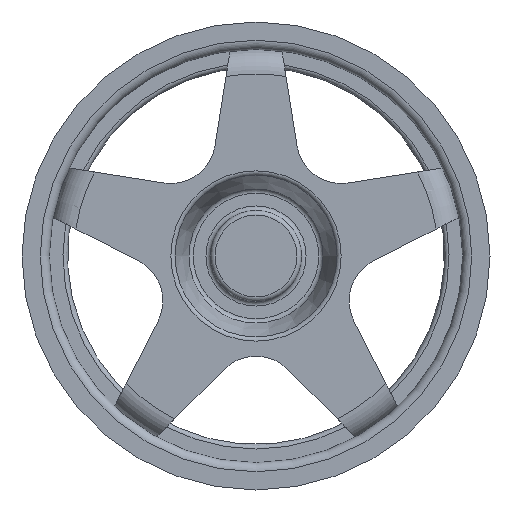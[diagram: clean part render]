
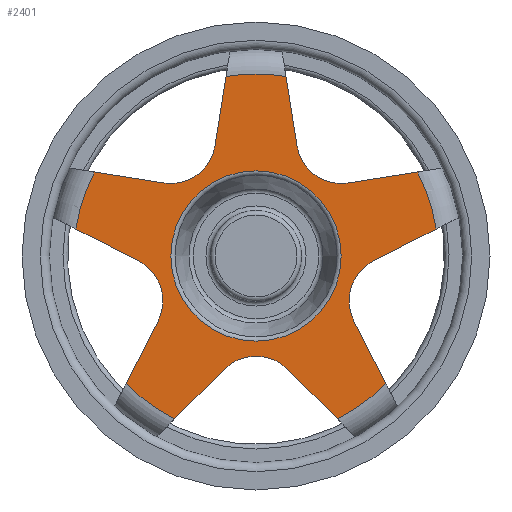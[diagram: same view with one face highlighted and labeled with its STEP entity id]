
A CAD part, front view. The second image highlights one B-rep face of the part: STEP entity #2401.
In plain terms, the highlighted planar face has unit normal (0, -1, 0).
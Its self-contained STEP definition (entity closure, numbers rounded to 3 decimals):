
#250=CIRCLE('',#2628,20.);
#251=CIRCLE('',#2630,20.);
#252=CIRCLE('',#2632,20.);
#253=CIRCLE('',#2634,20.);
#254=CIRCLE('',#2636,20.);
#255=CIRCLE('',#2638,9.355);
#256=CIRCLE('',#2639,4.915);
#257=CIRCLE('',#2640,4.915);
#258=CIRCLE('',#2641,4.915);
#259=CIRCLE('',#2642,4.915);
#260=CIRCLE('',#2643,4.915);
#542=ORIENTED_EDGE('',*,*,#1234,.T.);
#543=ORIENTED_EDGE('',*,*,#1235,.F.);
#544=ORIENTED_EDGE('',*,*,#1236,.T.);
#545=ORIENTED_EDGE('',*,*,#1237,.T.);
#546=ORIENTED_EDGE('',*,*,#1222,.T.);
#547=ORIENTED_EDGE('',*,*,#1238,.F.);
#548=ORIENTED_EDGE('',*,*,#1239,.T.);
#549=ORIENTED_EDGE('',*,*,#1240,.T.);
#550=ORIENTED_EDGE('',*,*,#1228,.T.);
#551=ORIENTED_EDGE('',*,*,#1241,.F.);
#552=ORIENTED_EDGE('',*,*,#1242,.T.);
#553=ORIENTED_EDGE('',*,*,#1243,.T.);
#554=ORIENTED_EDGE('',*,*,#1231,.T.);
#555=ORIENTED_EDGE('',*,*,#1244,.F.);
#556=ORIENTED_EDGE('',*,*,#1245,.T.);
#557=ORIENTED_EDGE('',*,*,#1246,.T.);
#558=ORIENTED_EDGE('',*,*,#1226,.T.);
#559=ORIENTED_EDGE('',*,*,#1247,.F.);
#560=ORIENTED_EDGE('',*,*,#1248,.T.);
#561=ORIENTED_EDGE('',*,*,#1249,.T.);
#562=ORIENTED_EDGE('',*,*,#1220,.T.);
#1220=EDGE_CURVE('',#1558,#1557,#250,.T.);
#1222=EDGE_CURVE('',#1559,#1560,#251,.T.);
#1226=EDGE_CURVE('',#1562,#1561,#252,.T.);
#1228=EDGE_CURVE('',#1563,#1564,#253,.T.);
#1231=EDGE_CURVE('',#1565,#1566,#254,.T.);
#1234=EDGE_CURVE('',#1567,#1567,#255,.T.);
#1235=EDGE_CURVE('',#1568,#1557,#1723,.T.);
#1236=EDGE_CURVE('',#1568,#1569,#256,.T.);
#1237=EDGE_CURVE('',#1569,#1559,#1724,.T.);
#1238=EDGE_CURVE('',#1570,#1560,#1725,.T.);
#1239=EDGE_CURVE('',#1570,#1571,#257,.T.);
#1240=EDGE_CURVE('',#1571,#1563,#1726,.T.);
#1241=EDGE_CURVE('',#1572,#1564,#1727,.T.);
#1242=EDGE_CURVE('',#1572,#1573,#258,.T.);
#1243=EDGE_CURVE('',#1573,#1565,#1728,.T.);
#1244=EDGE_CURVE('',#1574,#1566,#1729,.T.);
#1245=EDGE_CURVE('',#1574,#1575,#259,.T.);
#1246=EDGE_CURVE('',#1575,#1562,#1730,.T.);
#1247=EDGE_CURVE('',#1576,#1561,#1731,.T.);
#1248=EDGE_CURVE('',#1576,#1577,#260,.T.);
#1249=EDGE_CURVE('',#1577,#1558,#1732,.T.);
#1557=VERTEX_POINT('',#3962);
#1558=VERTEX_POINT('',#3964);
#1559=VERTEX_POINT('',#3972);
#1560=VERTEX_POINT('',#3973);
#1561=VERTEX_POINT('',#3990);
#1562=VERTEX_POINT('',#3992);
#1563=VERTEX_POINT('',#4000);
#1564=VERTEX_POINT('',#4001);
#1565=VERTEX_POINT('',#4014);
#1566=VERTEX_POINT('',#4015);
#1567=VERTEX_POINT('',#4028);
#1568=VERTEX_POINT('',#4030);
#1569=VERTEX_POINT('',#4032);
#1570=VERTEX_POINT('',#4035);
#1571=VERTEX_POINT('',#4037);
#1572=VERTEX_POINT('',#4040);
#1573=VERTEX_POINT('',#4042);
#1574=VERTEX_POINT('',#4045);
#1575=VERTEX_POINT('',#4047);
#1576=VERTEX_POINT('',#4050);
#1577=VERTEX_POINT('',#4052);
#1723=LINE('',#4029,#1871);
#1724=LINE('',#4033,#1872);
#1725=LINE('',#4034,#1873);
#1726=LINE('',#4038,#1874);
#1727=LINE('',#4039,#1875);
#1728=LINE('',#4043,#1876);
#1729=LINE('',#4044,#1877);
#1730=LINE('',#4048,#1878);
#1731=LINE('',#4049,#1879);
#1732=LINE('',#4053,#1880);
#1871=VECTOR('',#3133,1000.);
#1872=VECTOR('',#3136,1000.);
#1873=VECTOR('',#3137,1000.);
#1874=VECTOR('',#3140,1000.);
#1875=VECTOR('',#3141,1000.);
#1876=VECTOR('',#3144,1000.);
#1877=VECTOR('',#3145,1000.);
#1878=VECTOR('',#3148,1000.);
#1879=VECTOR('',#3149,1000.);
#1880=VECTOR('',#3152,1000.);
#1983=EDGE_LOOP('',(#542));
#1984=EDGE_LOOP('',(#543,#544,#545,#546,#547,#548,#549,#550,#551,#552,#553,
#554,#555,#556,#557,#558,#559,#560,#561,#562));
#2160=FACE_BOUND('',#1983,.T.);
#2161=FACE_BOUND('',#1984,.T.);
#2308=PLANE('',#2637);
#2401=ADVANCED_FACE('',(#2160,#2161),#2308,.F.);
#2628=AXIS2_PLACEMENT_3D('',#3963,#3111,#3112);
#2630=AXIS2_PLACEMENT_3D('',#3971,#3115,#3116);
#2632=AXIS2_PLACEMENT_3D('',#3991,#3119,#3120);
#2634=AXIS2_PLACEMENT_3D('',#3999,#3123,#3124);
#2636=AXIS2_PLACEMENT_3D('',#4013,#3127,#3128);
#2637=AXIS2_PLACEMENT_3D('',#4026,#3129,#3130);
#2638=AXIS2_PLACEMENT_3D('',#4027,#3131,#3132);
#2639=AXIS2_PLACEMENT_3D('',#4031,#3134,#3135);
#2640=AXIS2_PLACEMENT_3D('',#4036,#3138,#3139);
#2641=AXIS2_PLACEMENT_3D('',#4041,#3142,#3143);
#2642=AXIS2_PLACEMENT_3D('',#4046,#3146,#3147);
#2643=AXIS2_PLACEMENT_3D('',#4051,#3150,#3151);
#3111=DIRECTION('',(0.,-1.,0.));
#3112=DIRECTION('',(1.,0.,0.));
#3115=DIRECTION('',(0.,-1.,0.));
#3116=DIRECTION('',(1.,0.,0.));
#3119=DIRECTION('',(0.,-1.,0.));
#3120=DIRECTION('',(1.,0.,0.));
#3123=DIRECTION('',(0.,-1.,0.));
#3124=DIRECTION('',(1.,0.,0.));
#3127=DIRECTION('',(0.,-1.,0.));
#3128=DIRECTION('',(1.,0.,0.));
#3129=DIRECTION('',(0.,1.,0.));
#3130=DIRECTION('',(-1.,0.,0.));
#3131=DIRECTION('',(0.,1.,0.));
#3132=DIRECTION('',(-1.,0.,0.));
#3133=DIRECTION('',(-0.707,0.,-0.707));
#3134=DIRECTION('',(0.,1.,0.));
#3135=DIRECTION('',(-1.,0.,0.));
#3136=DIRECTION('',(0.707,0.,-0.707));
#3137=DIRECTION('',(0.454,0.,-0.891));
#3138=DIRECTION('',(0.,1.,0.));
#3139=DIRECTION('',(-1.,0.,0.));
#3140=DIRECTION('',(0.891,0.,0.454));
#3141=DIRECTION('',(0.988,0.,0.156));
#3142=DIRECTION('',(0.,1.,0.));
#3143=DIRECTION('',(-1.,0.,0.));
#3144=DIRECTION('',(-0.156,0.,0.988));
#3145=DIRECTION('',(0.156,0.,0.988));
#3146=DIRECTION('',(0.,1.,0.));
#3147=DIRECTION('',(-1.,0.,0.));
#3148=DIRECTION('',(-0.988,0.,0.156));
#3149=DIRECTION('',(-0.891,0.,0.454));
#3150=DIRECTION('',(0.,1.,0.));
#3151=DIRECTION('',(-1.,0.,0.));
#3152=DIRECTION('',(-0.454,0.,-0.891));
#3962=CARTESIAN_POINT('',(-8.932,1.5,-17.895));
#3963=CARTESIAN_POINT('',(0.,1.5,0.));
#3964=CARTESIAN_POINT('',(-14.259,1.5,-14.024));
#3971=CARTESIAN_POINT('',(0.,1.5,0.));
#3972=CARTESIAN_POINT('',(8.932,1.5,-17.895));
#3973=CARTESIAN_POINT('',(14.259,1.5,-14.024));
#3990=CARTESIAN_POINT('',(-19.779,1.5,2.965));
#3991=CARTESIAN_POINT('',(0.,1.5,0.));
#3992=CARTESIAN_POINT('',(-17.744,1.5,9.227));
#3999=CARTESIAN_POINT('',(0.,1.5,0.));
#4000=CARTESIAN_POINT('',(19.779,1.5,2.965));
#4001=CARTESIAN_POINT('',(17.744,1.5,9.227));
#4013=CARTESIAN_POINT('',(0.,1.5,0.));
#4014=CARTESIAN_POINT('',(3.293,1.5,19.727));
#4015=CARTESIAN_POINT('',(-3.293,1.5,19.727));
#4026=CARTESIAN_POINT('',(0.,1.5,0.));
#4027=CARTESIAN_POINT('',(0.,1.5,0.));
#4028=CARTESIAN_POINT('',(-9.355,1.5,0.));
#4029=CARTESIAN_POINT('',(4.482,1.5,-4.483));
#4030=CARTESIAN_POINT('',(-3.476,1.5,-12.439));
#4031=CARTESIAN_POINT('',(0.,1.5,-15.915));
#4032=CARTESIAN_POINT('',(3.476,1.5,-12.439));
#4033=CARTESIAN_POINT('',(-4.482,1.5,-4.483));
#4034=CARTESIAN_POINT('',(5.648,1.5,2.878));
#4035=CARTESIAN_POINT('',(10.757,1.5,-7.149));
#4036=CARTESIAN_POINT('',(15.136,1.5,-4.918));
#4037=CARTESIAN_POINT('',(12.905,1.5,-0.539));
#4038=CARTESIAN_POINT('',(2.878,1.5,-5.648));
#4039=CARTESIAN_POINT('',(-0.991,1.5,6.261));
#4040=CARTESIAN_POINT('',(10.123,1.5,8.021));
#4041=CARTESIAN_POINT('',(9.355,1.5,12.876));
#4042=CARTESIAN_POINT('',(4.5,1.5,12.107));
#4043=CARTESIAN_POINT('',(6.261,1.5,0.992));
#4044=CARTESIAN_POINT('',(-6.261,1.5,0.992));
#4045=CARTESIAN_POINT('',(-4.5,1.5,12.107));
#4046=CARTESIAN_POINT('',(-9.355,1.5,12.876));
#4047=CARTESIAN_POINT('',(-10.123,1.5,8.021));
#4048=CARTESIAN_POINT('',(0.991,1.5,6.261));
#4049=CARTESIAN_POINT('',(-2.878,1.5,-5.648));
#4050=CARTESIAN_POINT('',(-12.905,1.5,-0.539));
#4051=CARTESIAN_POINT('',(-15.136,1.5,-4.918));
#4052=CARTESIAN_POINT('',(-10.757,1.5,-7.149));
#4053=CARTESIAN_POINT('',(-5.648,1.5,2.878));
